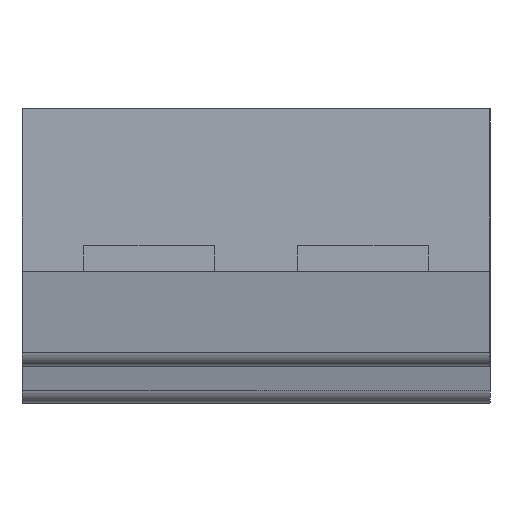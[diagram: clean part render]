
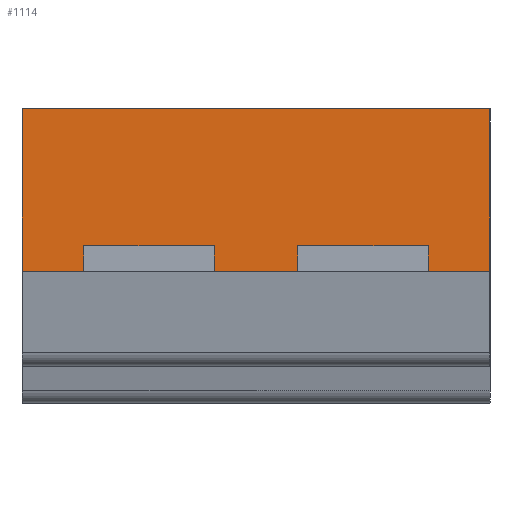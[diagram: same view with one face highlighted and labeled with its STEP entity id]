
A CAD part, left-side view. The second image highlights one B-rep face of the part: STEP entity #1114.
In plain terms, the highlighted planar face has unit normal (-1, 0, 0).
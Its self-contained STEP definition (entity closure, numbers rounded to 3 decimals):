
#39=PLANE('',#1214);
#99=FACE_OUTER_BOUND('',#171,.T.);
#171=EDGE_LOOP('',(#822,#823,#824,#825));
#250=LINE('',#1669,#378);
#261=LINE('',#1692,#389);
#262=LINE('',#1695,#390);
#263=LINE('',#1696,#391);
#378=VECTOR('',#1331,10.);
#389=VECTOR('',#1352,10.);
#390=VECTOR('',#1355,10.);
#391=VECTOR('',#1356,10.);
#537=VERTEX_POINT('',#1666);
#538=VERTEX_POINT('',#1668);
#545=VERTEX_POINT('',#1690);
#546=VERTEX_POINT('',#1694);
#643=EDGE_CURVE('',#537,#538,#250,.T.);
#655=EDGE_CURVE('',#545,#537,#261,.T.);
#656=EDGE_CURVE('',#545,#546,#262,.T.);
#657=EDGE_CURVE('',#538,#546,#263,.T.);
#822=ORIENTED_EDGE('',*,*,#655,.F.);
#823=ORIENTED_EDGE('',*,*,#656,.T.);
#824=ORIENTED_EDGE('',*,*,#657,.F.);
#825=ORIENTED_EDGE('',*,*,#643,.F.);
#1114=ADVANCED_FACE('',(#99),#39,.T.);
#1214=AXIS2_PLACEMENT_3D('',#1693,#1353,#1354);
#1331=DIRECTION('',(0.,0.,1.));
#1352=DIRECTION('',(0.,1.,0.));
#1353=DIRECTION('center_axis',(-1.,0.,0.));
#1354=DIRECTION('ref_axis',(0.,-1.,0.));
#1355=DIRECTION('',(0.,0.,1.));
#1356=DIRECTION('',(0.,-1.,0.));
#1666=CARTESIAN_POINT('',(-1.6,1.4,0.));
#1668=CARTESIAN_POINT('',(-1.6,1.4,0.97));
#1669=CARTESIAN_POINT('',(-1.6,1.4,0.));
#1690=CARTESIAN_POINT('',(-1.6,-1.4,0.));
#1692=CARTESIAN_POINT('',(-1.6,1.4,0.));
#1693=CARTESIAN_POINT('Origin',(-1.6,1.4,0.));
#1694=CARTESIAN_POINT('',(-1.6,-1.4,0.97));
#1695=CARTESIAN_POINT('',(-1.6,-1.4,0.));
#1696=CARTESIAN_POINT('',(-1.6,-1.4,0.97));
